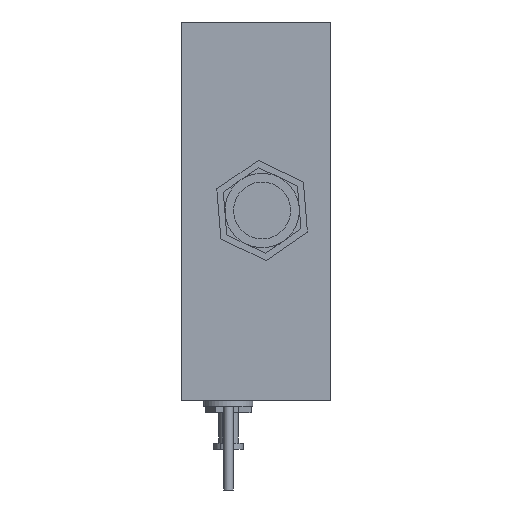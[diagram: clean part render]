
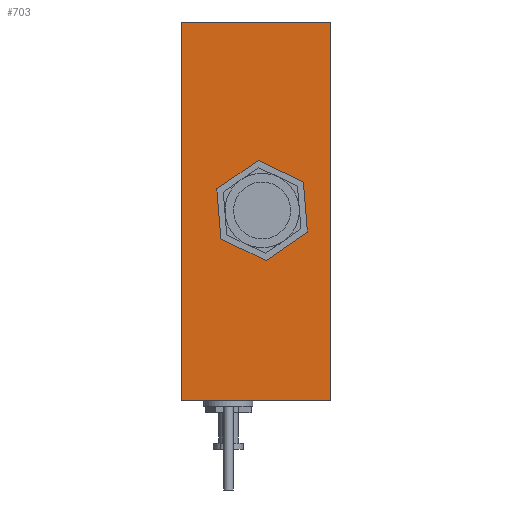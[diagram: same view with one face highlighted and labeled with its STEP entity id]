
A CAD part, left-side view. The second image highlights one B-rep face of the part: STEP entity #703.
In plain terms, the highlighted planar face has unit normal (-1, 0, 0).
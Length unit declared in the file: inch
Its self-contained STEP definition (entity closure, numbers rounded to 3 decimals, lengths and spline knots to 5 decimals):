
#703 = ADVANCED_FACE ( 'NONE', ( #11426 ), #8524, .F. ) ;
#963 = EDGE_CURVE ( 'NONE', #12163, #10902, #5078, .T. ) ;
#1185 = CARTESIAN_POINT ( 'NONE',  ( -0.36225, 1.08254, 0.27486 ) ) ;
#1647 = CARTESIAN_POINT ( 'NONE',  ( -0.36225, 1.08254, 1.47486 ) ) ;
#2018 = ORIENTED_EDGE ( 'NONE', *, *, #963, .F. ) ;
#2220 = VECTOR ( 'NONE', #8039, 39.37008 ) ;
#3669 = DIRECTION ( 'NONE',  ( 0., 0., -1. ) ) ;
#3728 = CARTESIAN_POINT ( 'NONE',  ( -0.36225, 1.08254, 1.47486 ) ) ;
#3825 = VERTEX_POINT ( 'NONE', #9627 ) ;
#3920 = CARTESIAN_POINT ( 'NONE',  ( -0.36225, 1.08254, 1.47486 ) ) ;
#4546 = VECTOR ( 'NONE', #10939, 39.37008 ) ;
#4750 = VECTOR ( 'NONE', #11699, 39.37008 ) ;
#5078 = LINE ( 'NONE', #8100, #2220 ) ;
#5321 = VERTEX_POINT ( 'NONE', #11789 ) ;
#5335 = ORIENTED_EDGE ( 'NONE', *, *, #12223, .T. ) ;
#6504 = EDGE_CURVE ( 'NONE', #10902, #5321, #10388, .T. ) ;
#6848 = ORIENTED_EDGE ( 'NONE', *, *, #6504, .F. ) ;
#6992 = CARTESIAN_POINT ( 'NONE',  ( -0.36225, 1.08254, 0.27486 ) ) ;
#7179 = VECTOR ( 'NONE', #7823, 39.37008 ) ;
#7182 = AXIS2_PLACEMENT_3D ( 'NONE', #3728, #8649, #3669 ) ;
#7492 = EDGE_LOOP ( 'NONE', ( #11189, #6848, #2018, #5335 ) ) ;
#7576 = CARTESIAN_POINT ( 'NONE',  ( -0.36225, 0.60754, 1.47486 ) ) ;
#7643 = LINE ( 'NONE', #7576, #4750 ) ;
#7823 = DIRECTION ( 'NONE',  ( 0., -1., 0. ) ) ;
#8039 = DIRECTION ( 'NONE',  ( 0., 0., 1. ) ) ;
#8100 = CARTESIAN_POINT ( 'NONE',  ( -0.36225, 1.08254, 1.47486 ) ) ;
#8524 = PLANE ( 'NONE',  #7182 ) ;
#8649 = DIRECTION ( 'NONE',  ( 1., 0., 0. ) ) ;
#9627 = CARTESIAN_POINT ( 'NONE',  ( -0.36225, 0.60754, 0.27486 ) ) ;
#9926 = LINE ( 'NONE', #1185, #4546 ) ;
#10388 = LINE ( 'NONE', #1647, #7179 ) ;
#10560 = EDGE_CURVE ( 'NONE', #3825, #5321, #7643, .T. ) ;
#10902 = VERTEX_POINT ( 'NONE', #3920 ) ;
#10939 = DIRECTION ( 'NONE',  ( 0., -1., 0. ) ) ;
#11189 = ORIENTED_EDGE ( 'NONE', *, *, #10560, .T. ) ;
#11426 = FACE_OUTER_BOUND ( 'NONE', #7492, .T. ) ;
#11699 = DIRECTION ( 'NONE',  ( 0., 0., 1. ) ) ;
#11789 = CARTESIAN_POINT ( 'NONE',  ( -0.36225, 0.60754, 1.47486 ) ) ;
#12163 = VERTEX_POINT ( 'NONE', #6992 ) ;
#12223 = EDGE_CURVE ( 'NONE', #12163, #3825, #9926, .T. ) ;
